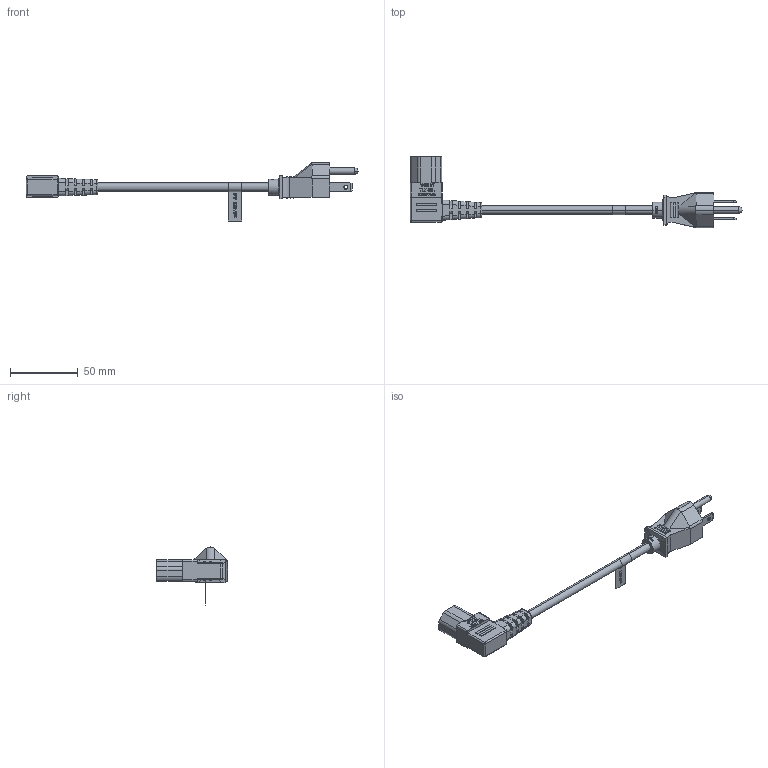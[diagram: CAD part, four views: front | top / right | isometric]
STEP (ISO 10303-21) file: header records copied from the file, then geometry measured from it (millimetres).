
FILE_DESCRIPTION (( 'STEP AP203' ), '1' );
FILE_NAME ('11-00030_revA.STEP', '2016-11-08T20:03:03', ( '' ), ( '' ), 'SwSTEP 2.0', 'SolidWorks 2015', '' );
FILE_SCHEMA (( 'CONFIG_CONTROL_DESIGN' ));
Length unit declared in the file: millimetre
Products named in the file (4): TLY-18L_White; 11-00030_revA; TLY-13_White; 30-00245_blunt cut
Assembly tree (3 placements, depth 2):
  11-00030_revA
    30-00245_blunt cut
    TLY-13_White
    TLY-18L_White
Bounding box: 245.5 x 52.62 x 42.9 mm (x, y, z)
Volume: 41517.4 mm3; surface area: 48762.9 mm2
Topology: 137 solids, 137 shells, 2204 faces, 5506 edges, 3652 vertices
Faces by surface type: plane 1488, cylinder 600, bspline 96, torus 12, cone 8
Entity records: 72694 total; most frequent: CARTESIAN_POINT 19080, ORIENTED_EDGE 10996, DIRECTION 10552, EDGE_CURVE 5498, VECTOR 4002, LINE 4002, VERTEX_POINT 3652, AXIS2_PLACEMENT_3D 3275
